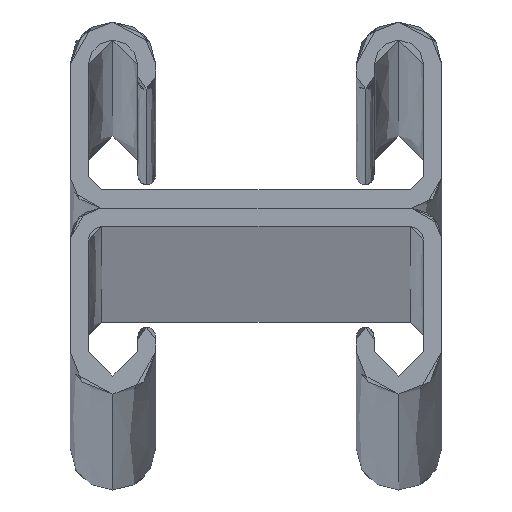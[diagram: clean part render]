
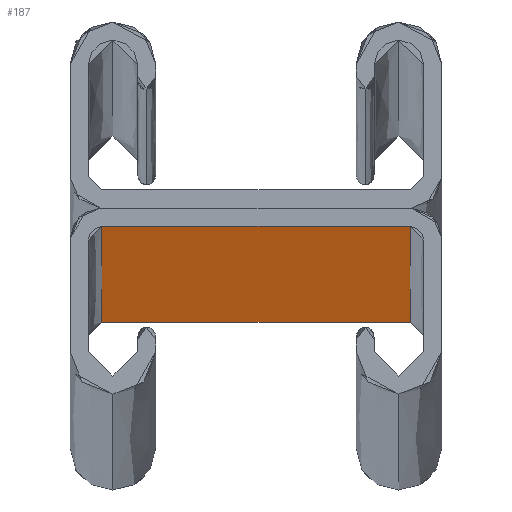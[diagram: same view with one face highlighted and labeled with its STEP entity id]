
A CAD part, top view. The second image highlights one B-rep face of the part: STEP entity #187.
In plain terms, the highlighted planar face has unit normal (0, -1, 0).
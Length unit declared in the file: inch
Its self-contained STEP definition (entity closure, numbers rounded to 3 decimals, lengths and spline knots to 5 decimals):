
#187=ADVANCED_FACE('',(#368),#369,.T.);
#368=FACE_OUTER_BOUND('',#738,.T.);
#369=PLANE('',#739);
#738=EDGE_LOOP('',(#1159,#1160,#1161,#1162));
#739=AXIS2_PLACEMENT_3D('',#1163,#1164,#1165);
#1159=ORIENTED_EDGE('',*,*,#1444,.T.);
#1160=ORIENTED_EDGE('',*,*,#1299,.F.);
#1161=ORIENTED_EDGE('',*,*,#1379,.F.);
#1162=ORIENTED_EDGE('',*,*,#1352,.T.);
#1163=CARTESIAN_POINT('',(0.31272,0.3665,0.0));
#1164=DIRECTION('',(0.0,-1.0,0.0));
#1165=DIRECTION('',(1.0,0.0,-0.0));
#1299=EDGE_CURVE('',#1555,#1550,#1557,.T.);
#1352=EDGE_CURVE('',#1641,#1639,#1642,.T.);
#1379=EDGE_CURVE('',#1641,#1555,#1683,.T.);
#1444=EDGE_CURVE('',#1639,#1550,#1761,.T.);
#1550=VERTEX_POINT('',#1916);
#1555=VERTEX_POINT('',#1925);
#1557=LINE('',#1930,#1931);
#1639=VERTEX_POINT('',#2099);
#1641=VERTEX_POINT('',#2104);
#1642=LINE('',#2105,#2106);
#1683=LINE('',#2193,#2194);
#1761=LINE('',#2351,#2352);
#1916=CARTESIAN_POINT('',(-0.02428,0.3665,120.0));
#1925=CARTESIAN_POINT('',(-0.02428,0.3665,0.0));
#1930=CARTESIAN_POINT('',(-0.02428,0.3665,0.0));
#1931=VECTOR('',#2416,1.0);
#2099=CARTESIAN_POINT('',(0.64971,0.3665,120.0));
#2104=CARTESIAN_POINT('',(0.64971,0.3665,0.0));
#2105=CARTESIAN_POINT('',(0.64971,0.3665,0.0));
#2106=VECTOR('',#2437,1.0);
#2193=CARTESIAN_POINT('',(0.64971,0.3665,0.0));
#2194=VECTOR('',#2445,1.0);
#2351=CARTESIAN_POINT('',(0.64971,0.3665,120.0));
#2352=VECTOR('',#2468,1.0);
#2416=DIRECTION('',(0.0,0.0,1.0));
#2437=DIRECTION('',(0.0,0.0,1.0));
#2445=DIRECTION('',(-1.0,0.0,0.0));
#2468=DIRECTION('',(-1.0,0.0,0.0));
